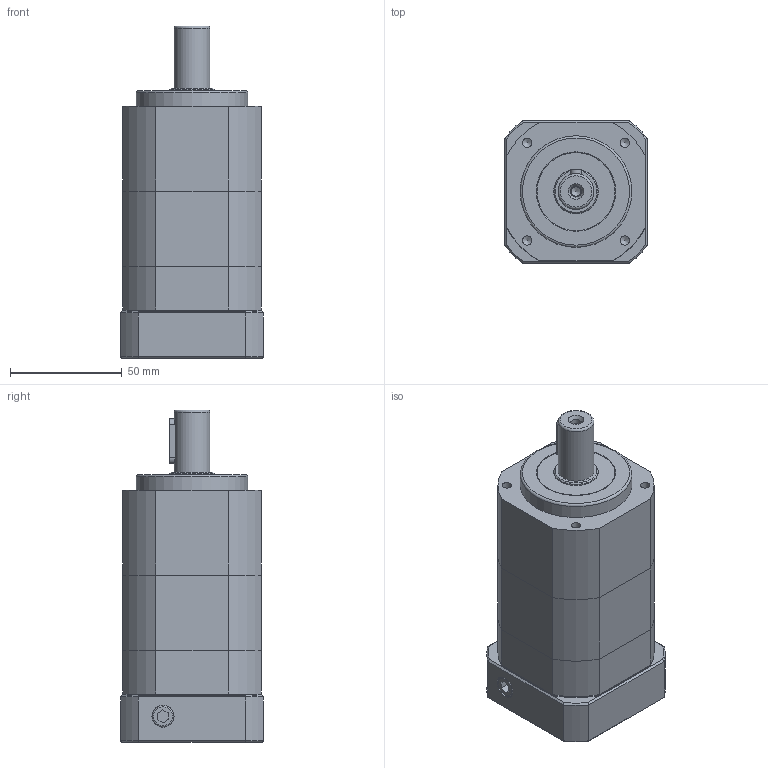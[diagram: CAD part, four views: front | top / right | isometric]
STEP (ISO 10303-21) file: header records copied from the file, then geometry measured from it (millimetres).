
FILE_DESCRIPTION((''),'2;1');
FILE_NAME('KSE-62A.stp','2012-02-15T10:48:25',('young'),(''),'Autodesk Inventor 2012','Autodesk Inventor 2012','');
FILE_SCHEMA(('AUTOMOTIVE_DESIGN { 1 0 10303 214 1 1 1 1 }'));
Length unit declared in the file: millimetre
Products named in the file (1): KSE-62A
Bounding box: 64 x 64 x 148.8 mm (x, y, z)
Volume: 297237.6 mm3; surface area: 85932.2 mm2
Topology: 17 solids, 17 shells, 448 faces, 1046 edges, 666 vertices
Faces by surface type: plane 245, cylinder 106, cone 74, torus 12, bspline 11
Full cylindrical faces by diameter (mm): 3.3 x5, 4 x1, 4.2 x13, 4.5 x9, 5 x5, 5.5 x4, 7 x1, 8 x4, 8.5 x4, 9 x4, 9.5 x2, 14.2 x1, 16 x1, 17 x1, 19.8 x2, 20 x2, 35 x4, 42 x1, 48 x1, 50 x4
Entity records: 13083 total; most frequent: CARTESIAN_POINT 3279, DIRECTION 2037, ORIENTED_EDGE 1788, EDGE_CURVE 894, AXIS2_PLACEMENT_3D 779, EDGE_LOOP 645, VERTEX_POINT 635, VECTOR 479
